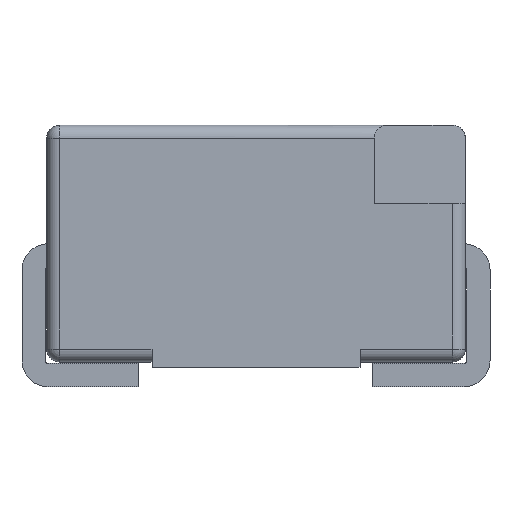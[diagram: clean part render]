
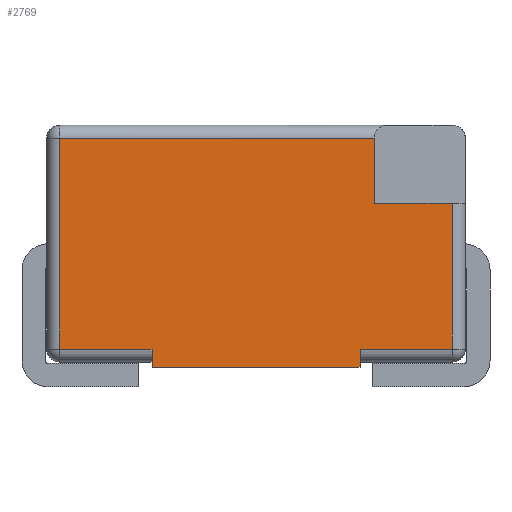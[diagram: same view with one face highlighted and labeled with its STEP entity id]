
A CAD part, front view. The second image highlights one B-rep face of the part: STEP entity #2769.
In plain terms, the highlighted planar face has unit normal (0, -1, 0).
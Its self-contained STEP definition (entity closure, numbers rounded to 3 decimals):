
#60 = EDGE_CURVE ( 'NONE', #4488, #11478, #15770, .T. ) ;
#168 = CARTESIAN_POINT ( 'NONE',  ( 0.8, -1.75, 0.15 ) ) ;
#225 = DIRECTION ( 'NONE',  ( 0., -1., 0. ) ) ;
#238 = EDGE_LOOP ( 'NONE', ( #11704, #12436, #3666, #416, #12476, #4894, #15910, #10879, #9383, #15725 ) ) ;
#276 = VECTOR ( 'NONE', #6678, 1000. ) ;
#338 = EDGE_CURVE ( 'NONE', #11804, #2886, #11123, .T. ) ;
#368 = LINE ( 'NONE', #13000, #5158 ) ;
#416 = ORIENTED_EDGE ( 'NONE', *, *, #338, .T. ) ;
#417 = EDGE_CURVE ( 'NONE', #7295, #13370, #10098, .T. ) ;
#424 = CARTESIAN_POINT ( 'NONE',  ( 1.61, -1.75, 1.412 ) ) ;
#1061 = DIRECTION ( 'NONE',  ( 0., 0., 1. ) ) ;
#1138 = CARTESIAN_POINT ( 'NONE',  ( -1.51, -1.75, 0.29 ) ) ;
#1219 = LINE ( 'NONE', #1138, #3104 ) ;
#1738 = CARTESIAN_POINT ( 'NONE',  ( 1.51, -1.75, 0.29 ) ) ;
#1740 = EDGE_CURVE ( 'NONE', #4387, #2886, #368, .T. ) ;
#2039 = VECTOR ( 'NONE', #2224, 1000. ) ;
#2224 = DIRECTION ( 'NONE',  ( -1., 0., 0. ) ) ;
#2769 = ADVANCED_FACE ( 'NONE', ( #5348 ), #9364, .T. ) ;
#2886 = VERTEX_POINT ( 'NONE', #13749 ) ;
#3104 = VECTOR ( 'NONE', #16446, 1000. ) ;
#3666 = ORIENTED_EDGE ( 'NONE', *, *, #5738, .T. ) ;
#3732 = LINE ( 'NONE', #16270, #2039 ) ;
#3949 = LINE ( 'NONE', #424, #14830 ) ;
#4304 = LINE ( 'NONE', #10662, #15918 ) ;
#4387 = VERTEX_POINT ( 'NONE', #11133 ) ;
#4488 = VERTEX_POINT ( 'NONE', #10107 ) ;
#4894 = ORIENTED_EDGE ( 'NONE', *, *, #11073, .F. ) ;
#4919 = CARTESIAN_POINT ( 'NONE',  ( 1.51, -1.75, 0.29 ) ) ;
#4961 = CARTESIAN_POINT ( 'NONE',  ( 0.91, -1.75, 1.412 ) ) ;
#5158 = VECTOR ( 'NONE', #7748, 1000. ) ;
#5344 = EDGE_CURVE ( 'NONE', #6725, #16553, #11319, .T. ) ;
#5348 = FACE_OUTER_BOUND ( 'NONE', #238, .T. ) ;
#5738 = EDGE_CURVE ( 'NONE', #10326, #11804, #8831, .T. ) ;
#6622 = CARTESIAN_POINT ( 'NONE',  ( 1.51, -1.75, 1.412 ) ) ;
#6675 = CARTESIAN_POINT ( 'NONE',  ( 0.91, -1.75, 1.912 ) ) ;
#6678 = DIRECTION ( 'NONE',  ( 0., 0., -1. ) ) ;
#6725 = VERTEX_POINT ( 'NONE', #7642 ) ;
#7295 = VERTEX_POINT ( 'NONE', #1738 ) ;
#7642 = CARTESIAN_POINT ( 'NONE',  ( 0.91, -1.75, 1.412 ) ) ;
#7748 = DIRECTION ( 'NONE',  ( 0., 0., 1. ) ) ;
#8022 = DIRECTION ( 'NONE',  ( 0., 0., -1. ) ) ;
#8831 = LINE ( 'NONE', #15338, #15701 ) ;
#8952 = DIRECTION ( 'NONE',  ( 1., 0., 0. ) ) ;
#9001 = VECTOR ( 'NONE', #11084, 1000. ) ;
#9364 = PLANE ( 'NONE',  #9515 ) ;
#9383 = ORIENTED_EDGE ( 'NONE', *, *, #417, .T. ) ;
#9515 = AXIS2_PLACEMENT_3D ( 'NONE', #11791, #225, #8022 ) ;
#9523 = DIRECTION ( 'NONE',  ( 1., 0., 0. ) ) ;
#10098 = LINE ( 'NONE', #4919, #13641 ) ;
#10107 = CARTESIAN_POINT ( 'NONE',  ( 0.8, -1.75, 0.29 ) ) ;
#10326 = VERTEX_POINT ( 'NONE', #11361 ) ;
#10426 = EDGE_CURVE ( 'NONE', #4488, #7295, #1219, .T. ) ;
#10662 = CARTESIAN_POINT ( 'NONE',  ( 0.8, -1.75, 0.15 ) ) ;
#10879 = ORIENTED_EDGE ( 'NONE', *, *, #10426, .T. ) ;
#11073 = EDGE_CURVE ( 'NONE', #11478, #4387, #4304, .T. ) ;
#11084 = DIRECTION ( 'NONE',  ( 0., 0., 1. ) ) ;
#11123 = LINE ( 'NONE', #16036, #15248 ) ;
#11133 = CARTESIAN_POINT ( 'NONE',  ( -0.8, -1.75, 0.15 ) ) ;
#11150 = EDGE_CURVE ( 'NONE', #16553, #10326, #3732, .T. ) ;
#11319 = LINE ( 'NONE', #4961, #9001 ) ;
#11361 = CARTESIAN_POINT ( 'NONE',  ( -1.51, -1.75, 1.912 ) ) ;
#11478 = VERTEX_POINT ( 'NONE', #168 ) ;
#11704 = ORIENTED_EDGE ( 'NONE', *, *, #5344, .T. ) ;
#11791 = CARTESIAN_POINT ( 'NONE',  ( -1.51, -1.75, 0.29 ) ) ;
#11804 = VERTEX_POINT ( 'NONE', #14285 ) ;
#12436 = ORIENTED_EDGE ( 'NONE', *, *, #11150, .T. ) ;
#12476 = ORIENTED_EDGE ( 'NONE', *, *, #1740, .F. ) ;
#12659 = DIRECTION ( 'NONE',  ( 0., 0., -1. ) ) ;
#13000 = CARTESIAN_POINT ( 'NONE',  ( -0.8, -1.75, 0.19 ) ) ;
#13142 = DIRECTION ( 'NONE',  ( -1., 0., 0. ) ) ;
#13370 = VERTEX_POINT ( 'NONE', #6622 ) ;
#13641 = VECTOR ( 'NONE', #1061, 1000. ) ;
#13749 = CARTESIAN_POINT ( 'NONE',  ( -0.8, -1.75, 0.29 ) ) ;
#14285 = CARTESIAN_POINT ( 'NONE',  ( -1.51, -1.75, 0.29 ) ) ;
#14830 = VECTOR ( 'NONE', #8952, 1000. ) ;
#15248 = VECTOR ( 'NONE', #9523, 1000. ) ;
#15338 = CARTESIAN_POINT ( 'NONE',  ( -1.51, -1.75, 0.29 ) ) ;
#15597 = CARTESIAN_POINT ( 'NONE',  ( 0.8, -1.75, 0.19 ) ) ;
#15678 = EDGE_CURVE ( 'NONE', #6725, #13370, #3949, .T. ) ;
#15701 = VECTOR ( 'NONE', #12659, 1000. ) ;
#15725 = ORIENTED_EDGE ( 'NONE', *, *, #15678, .F. ) ;
#15770 = LINE ( 'NONE', #15597, #276 ) ;
#15910 = ORIENTED_EDGE ( 'NONE', *, *, #60, .F. ) ;
#15918 = VECTOR ( 'NONE', #13142, 1000. ) ;
#16036 = CARTESIAN_POINT ( 'NONE',  ( -1.51, -1.75, 0.29 ) ) ;
#16270 = CARTESIAN_POINT ( 'NONE',  ( -1.51, -1.75, 1.912 ) ) ;
#16446 = DIRECTION ( 'NONE',  ( 1., 0., 0. ) ) ;
#16553 = VERTEX_POINT ( 'NONE', #6675 ) ;
